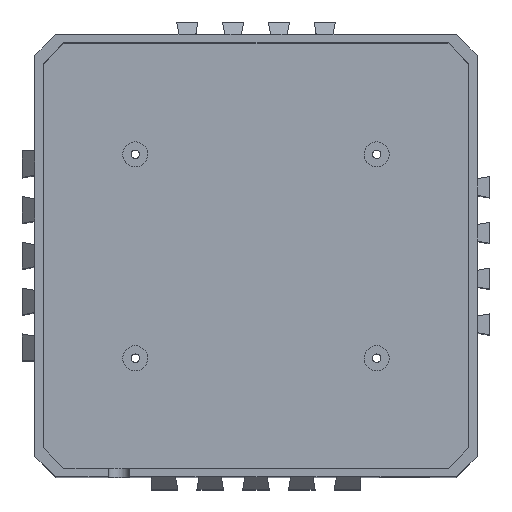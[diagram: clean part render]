
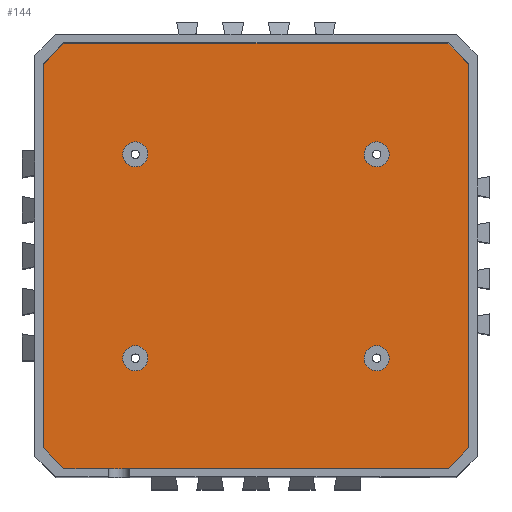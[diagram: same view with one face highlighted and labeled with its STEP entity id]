
A CAD part, top view. The second image highlights one B-rep face of the part: STEP entity #144.
In plain terms, the highlighted planar face has unit normal (0, 0, 1).
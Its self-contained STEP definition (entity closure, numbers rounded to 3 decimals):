
#60=FACE_BOUND('',#483,.T.);
#61=FACE_BOUND('',#484,.T.);
#62=FACE_BOUND('',#485,.T.);
#63=FACE_BOUND('',#486,.T.);
#144=ADVANCED_FACE('',(#310,#60,#61,#62,#63),#2530,.T.);
#310=FACE_OUTER_BOUND('',#482,.T.);
#482=EDGE_LOOP('',(#992,#993,#994,#995,#996,#997,#998,#999));
#483=EDGE_LOOP('',(#1000,#1001));
#484=EDGE_LOOP('',(#1002,#1003));
#485=EDGE_LOOP('',(#1004,#1005));
#486=EDGE_LOOP('',(#1006,#1007));
#992=ORIENTED_EDGE('',*,*,#1476,.T.);
#993=ORIENTED_EDGE('',*,*,#1480,.T.);
#994=ORIENTED_EDGE('',*,*,#1482,.T.);
#995=ORIENTED_EDGE('',*,*,#1485,.T.);
#996=ORIENTED_EDGE('',*,*,#1487,.T.);
#997=ORIENTED_EDGE('',*,*,#1490,.T.);
#998=ORIENTED_EDGE('',*,*,#1492,.T.);
#999=ORIENTED_EDGE('',*,*,#1495,.T.);
#1000=ORIENTED_EDGE('',*,*,#1526,.T.);
#1001=ORIENTED_EDGE('',*,*,#1718,.T.);
#1002=ORIENTED_EDGE('',*,*,#1529,.T.);
#1003=ORIENTED_EDGE('',*,*,#1721,.T.);
#1004=ORIENTED_EDGE('',*,*,#1532,.T.);
#1005=ORIENTED_EDGE('',*,*,#1724,.T.);
#1006=ORIENTED_EDGE('',*,*,#1535,.T.);
#1007=ORIENTED_EDGE('',*,*,#1727,.T.);
#1476=EDGE_CURVE('',#2275,#2276,#1976,.T.);
#1480=EDGE_CURVE('',#2276,#2277,#1980,.T.);
#1482=EDGE_CURVE('',#2277,#2278,#1982,.T.);
#1485=EDGE_CURVE('',#2278,#2279,#1985,.T.);
#1487=EDGE_CURVE('',#2279,#2280,#1987,.T.);
#1490=EDGE_CURVE('',#2280,#2281,#1990,.T.);
#1492=EDGE_CURVE('',#2281,#2282,#1992,.T.);
#1495=EDGE_CURVE('',#2282,#2275,#1995,.T.);
#1526=EDGE_CURVE('',#2308,#2388,#1800,.T.);
#1529=EDGE_CURVE('',#2310,#2390,#1803,.T.);
#1532=EDGE_CURVE('',#2312,#2392,#1806,.T.);
#1535=EDGE_CURVE('',#2314,#2394,#1809,.T.);
#1718=EDGE_CURVE('',#2388,#2308,#1812,.T.);
#1721=EDGE_CURVE('',#2390,#2310,#1815,.T.);
#1724=EDGE_CURVE('',#2392,#2312,#1818,.T.);
#1727=EDGE_CURVE('',#2394,#2314,#1821,.T.);
#1800=(
BOUNDED_CURVE()
B_SPLINE_CURVE(2,(#3682,#3683,#3684,#3685,#3686),.UNSPECIFIED.,.F.,.F.)
B_SPLINE_CURVE_WITH_KNOTS((3,2,3),(-6.44,-4.83,
-3.22),.UNSPECIFIED.)
CURVE()
GEOMETRIC_REPRESENTATION_ITEM()
RATIONAL_B_SPLINE_CURVE((1.,0.707,1.,0.707,1.))
REPRESENTATION_ITEM('')
);
#1803=(
BOUNDED_CURVE()
B_SPLINE_CURVE(2,(#3694,#3695,#3696,#3697,#3698),.UNSPECIFIED.,.F.,.F.)
B_SPLINE_CURVE_WITH_KNOTS((3,2,3),(-6.44,-4.83,
-3.22),.UNSPECIFIED.)
CURVE()
GEOMETRIC_REPRESENTATION_ITEM()
RATIONAL_B_SPLINE_CURVE((1.,0.707,1.,0.707,1.))
REPRESENTATION_ITEM('')
);
#1806=(
BOUNDED_CURVE()
B_SPLINE_CURVE(2,(#3706,#3707,#3708,#3709,#3710),.UNSPECIFIED.,.F.,.F.)
B_SPLINE_CURVE_WITH_KNOTS((3,2,3),(-6.44,-4.83,
-3.22),.UNSPECIFIED.)
CURVE()
GEOMETRIC_REPRESENTATION_ITEM()
RATIONAL_B_SPLINE_CURVE((1.,0.707,1.,0.707,1.))
REPRESENTATION_ITEM('')
);
#1809=(
BOUNDED_CURVE()
B_SPLINE_CURVE(2,(#3718,#3719,#3720,#3721,#3722),.UNSPECIFIED.,.F.,.F.)
B_SPLINE_CURVE_WITH_KNOTS((3,2,3),(-6.44,-4.83,
-3.22),.UNSPECIFIED.)
CURVE()
GEOMETRIC_REPRESENTATION_ITEM()
RATIONAL_B_SPLINE_CURVE((1.,0.707,1.,0.707,1.))
REPRESENTATION_ITEM('')
);
#1812=(
BOUNDED_CURVE()
B_SPLINE_CURVE(2,(#5242,#5243,#5244,#5245,#5246),.UNSPECIFIED.,.F.,.F.)
B_SPLINE_CURVE_WITH_KNOTS((3,2,3),(-3.22,-1.61,
0.),.UNSPECIFIED.)
CURVE()
GEOMETRIC_REPRESENTATION_ITEM()
RATIONAL_B_SPLINE_CURVE((1.,0.707,1.,0.707,1.))
REPRESENTATION_ITEM('')
);
#1815=(
BOUNDED_CURVE()
B_SPLINE_CURVE(2,(#5254,#5255,#5256,#5257,#5258),.UNSPECIFIED.,.F.,.F.)
B_SPLINE_CURVE_WITH_KNOTS((3,2,3),(-3.22,-1.61,
0.),.UNSPECIFIED.)
CURVE()
GEOMETRIC_REPRESENTATION_ITEM()
RATIONAL_B_SPLINE_CURVE((1.,0.707,1.,0.707,1.))
REPRESENTATION_ITEM('')
);
#1818=(
BOUNDED_CURVE()
B_SPLINE_CURVE(2,(#5266,#5267,#5268,#5269,#5270),.UNSPECIFIED.,.F.,.F.)
B_SPLINE_CURVE_WITH_KNOTS((3,2,3),(-3.22,-1.61,
0.),.UNSPECIFIED.)
CURVE()
GEOMETRIC_REPRESENTATION_ITEM()
RATIONAL_B_SPLINE_CURVE((1.,0.707,1.,0.707,1.))
REPRESENTATION_ITEM('')
);
#1821=(
BOUNDED_CURVE()
B_SPLINE_CURVE(2,(#5278,#5279,#5280,#5281,#5282),.UNSPECIFIED.,.F.,.F.)
B_SPLINE_CURVE_WITH_KNOTS((3,2,3),(-3.22,-1.61,
0.),.UNSPECIFIED.)
CURVE()
GEOMETRIC_REPRESENTATION_ITEM()
RATIONAL_B_SPLINE_CURVE((1.,0.707,1.,0.707,1.))
REPRESENTATION_ITEM('')
);
#1976=B_SPLINE_CURVE_WITH_KNOTS('',1,(#3553,#3554),.UNSPECIFIED.,.F.,.F.,
(2,2),(-9.826,-2.755),.UNSPECIFIED.);
#1980=B_SPLINE_CURVE_WITH_KNOTS('',1,(#3561,#3562),.UNSPECIFIED.,.F.,.F.,
(2,2),(-2.755,76.016),.UNSPECIFIED.);
#1982=B_SPLINE_CURVE_WITH_KNOTS('',1,(#3565,#3566),.UNSPECIFIED.,.F.,.F.,
(2,2),(76.016,83.087),.UNSPECIFIED.);
#1985=B_SPLINE_CURVE_WITH_KNOTS('',1,(#3571,#3572),.UNSPECIFIED.,.F.,.F.,
(2,2),(83.087,83.538),.UNSPECIFIED.);
#1987=B_SPLINE_CURVE_WITH_KNOTS('',1,(#3575,#3576),.UNSPECIFIED.,.F.,.F.,
(2,2),(83.538,90.61),.UNSPECIFIED.);
#1990=B_SPLINE_CURVE_WITH_KNOTS('',1,(#3581,#3582),.UNSPECIFIED.,.F.,.F.,
(2,2),(90.61,91.061),.UNSPECIFIED.);
#1992=B_SPLINE_CURVE_WITH_KNOTS('',1,(#3585,#3586),.UNSPECIFIED.,.F.,.F.,
(2,2),(91.061,98.132),.UNSPECIFIED.);
#1995=B_SPLINE_CURVE_WITH_KNOTS('',1,(#3591,#3592),.UNSPECIFIED.,.F.,.F.,
(2,2),(98.132,98.583),.UNSPECIFIED.);
#2275=VERTEX_POINT('',#3241);
#2276=VERTEX_POINT('',#3242);
#2277=VERTEX_POINT('',#3243);
#2278=VERTEX_POINT('',#3244);
#2279=VERTEX_POINT('',#3245);
#2280=VERTEX_POINT('',#3246);
#2281=VERTEX_POINT('',#3247);
#2282=VERTEX_POINT('',#3248);
#2308=VERTEX_POINT('',#3274);
#2310=VERTEX_POINT('',#3276);
#2312=VERTEX_POINT('',#3278);
#2314=VERTEX_POINT('',#3280);
#2388=VERTEX_POINT('',#3354);
#2390=VERTEX_POINT('',#3356);
#2392=VERTEX_POINT('',#3358);
#2394=VERTEX_POINT('',#3360);
#2530=PLANE('',#2685);
#2685=AXIS2_PLACEMENT_3D('',#2964,#2824,$);
#2824=DIRECTION('',(0.,0.,1.));
#2964=CARTESIAN_POINT('',(298.14,109.441,2.));
#3241=CARTESIAN_POINT('',(183.047,-0.653,2.));
#3242=CARTESIAN_POINT('',(188.047,-5.653,2.));
#3243=CARTESIAN_POINT('',(280.352,-5.653,2.));
#3244=CARTESIAN_POINT('',(285.352,-0.653,2.));
#3245=CARTESIAN_POINT('',(285.352,91.653,2.));
#3246=CARTESIAN_POINT('',(280.352,96.653,2.));
#3247=CARTESIAN_POINT('',(188.047,96.653,2.));
#3248=CARTESIAN_POINT('',(183.047,91.653,2.));
#3274=CARTESIAN_POINT('',(206.225,70.,2.));
#3276=CARTESIAN_POINT('',(206.225,21.,2.));
#3278=CARTESIAN_POINT('',(264.225,70.,2.));
#3280=CARTESIAN_POINT('',(264.225,21.,2.));
#3354=CARTESIAN_POINT('',(204.175,70.,2.));
#3356=CARTESIAN_POINT('',(204.175,21.,2.));
#3358=CARTESIAN_POINT('',(262.175,70.,2.));
#3360=CARTESIAN_POINT('',(262.175,21.,2.));
#3553=CARTESIAN_POINT('',(183.047,-0.653,2.));
#3554=CARTESIAN_POINT('',(188.047,-5.653,2.));
#3561=CARTESIAN_POINT('',(188.047,-5.653,2.));
#3562=CARTESIAN_POINT('',(280.352,-5.653,2.));
#3565=CARTESIAN_POINT('',(280.352,-5.653,2.));
#3566=CARTESIAN_POINT('',(285.352,-0.653,2.));
#3571=CARTESIAN_POINT('',(285.352,-0.653,2.));
#3572=CARTESIAN_POINT('',(285.352,91.653,2.));
#3575=CARTESIAN_POINT('',(285.352,91.653,2.));
#3576=CARTESIAN_POINT('',(280.352,96.653,2.));
#3581=CARTESIAN_POINT('',(280.352,96.653,2.));
#3582=CARTESIAN_POINT('',(188.047,96.653,2.));
#3585=CARTESIAN_POINT('',(188.047,96.653,2.));
#3586=CARTESIAN_POINT('',(183.047,91.653,2.));
#3591=CARTESIAN_POINT('',(183.047,91.653,2.));
#3592=CARTESIAN_POINT('',(183.047,-0.653,2.));
#3682=CARTESIAN_POINT('',(206.225,70.,2.));
#3683=CARTESIAN_POINT('',(206.225,68.975,2.));
#3684=CARTESIAN_POINT('',(205.2,68.975,2.));
#3685=CARTESIAN_POINT('',(204.175,68.975,2.));
#3686=CARTESIAN_POINT('',(204.175,70.,2.));
#3694=CARTESIAN_POINT('',(206.225,21.,2.));
#3695=CARTESIAN_POINT('',(206.225,19.975,2.));
#3696=CARTESIAN_POINT('',(205.2,19.975,2.));
#3697=CARTESIAN_POINT('',(204.175,19.975,2.));
#3698=CARTESIAN_POINT('',(204.175,21.,2.));
#3706=CARTESIAN_POINT('',(264.225,70.,2.));
#3707=CARTESIAN_POINT('',(264.225,68.975,2.));
#3708=CARTESIAN_POINT('',(263.2,68.975,2.));
#3709=CARTESIAN_POINT('',(262.175,68.975,2.));
#3710=CARTESIAN_POINT('',(262.175,70.,2.));
#3718=CARTESIAN_POINT('',(264.225,21.,2.));
#3719=CARTESIAN_POINT('',(264.225,19.975,2.));
#3720=CARTESIAN_POINT('',(263.2,19.975,2.));
#3721=CARTESIAN_POINT('',(262.175,19.975,2.));
#3722=CARTESIAN_POINT('',(262.175,21.,2.));
#5242=CARTESIAN_POINT('',(204.175,70.,2.));
#5243=CARTESIAN_POINT('',(204.175,71.025,2.));
#5244=CARTESIAN_POINT('',(205.2,71.025,2.));
#5245=CARTESIAN_POINT('',(206.225,71.025,2.));
#5246=CARTESIAN_POINT('',(206.225,70.,2.));
#5254=CARTESIAN_POINT('',(204.175,21.,2.));
#5255=CARTESIAN_POINT('',(204.175,22.025,2.));
#5256=CARTESIAN_POINT('',(205.2,22.025,2.));
#5257=CARTESIAN_POINT('',(206.225,22.025,2.));
#5258=CARTESIAN_POINT('',(206.225,21.,2.));
#5266=CARTESIAN_POINT('',(262.175,70.,2.));
#5267=CARTESIAN_POINT('',(262.175,71.025,2.));
#5268=CARTESIAN_POINT('',(263.2,71.025,2.));
#5269=CARTESIAN_POINT('',(264.225,71.025,2.));
#5270=CARTESIAN_POINT('',(264.225,70.,2.));
#5278=CARTESIAN_POINT('',(262.175,21.,2.));
#5279=CARTESIAN_POINT('',(262.175,22.025,2.));
#5280=CARTESIAN_POINT('',(263.2,22.025,2.));
#5281=CARTESIAN_POINT('',(264.225,22.025,2.));
#5282=CARTESIAN_POINT('',(264.225,21.,2.));
